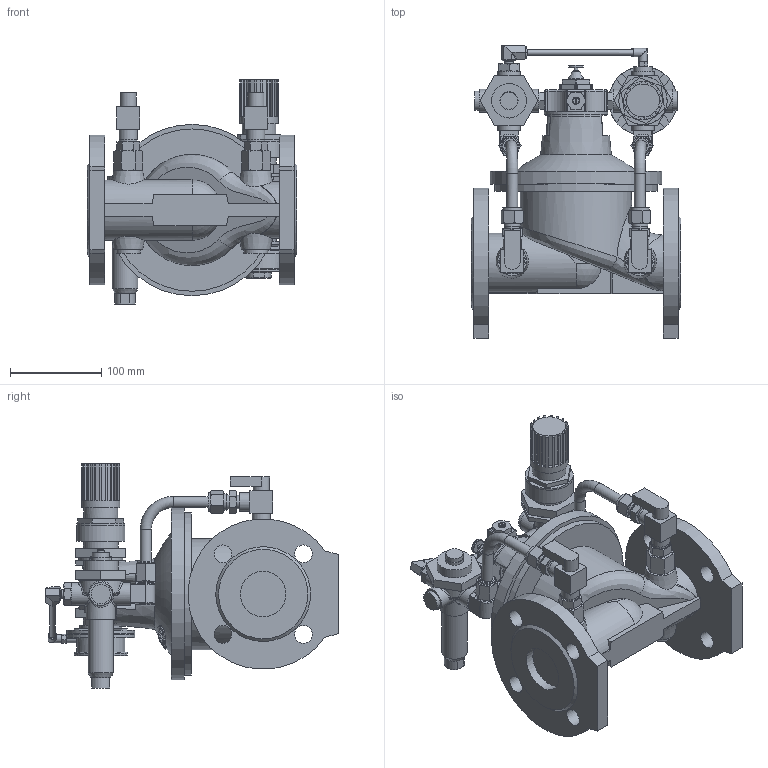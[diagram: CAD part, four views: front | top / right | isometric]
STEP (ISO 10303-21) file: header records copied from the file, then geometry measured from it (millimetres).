
FILE_DESCRIPTION (( 'STEP AP203' ), '1' );
FILE_NAME ('O_859_10_DN050_114XX10_AA0_step.step', '2017-01-09T07:06:33', ( 'Windows User' ), ( 'AVK' ), 'SwSTEP 2.0', 'SolidWorks 2012', '' );
FILE_SCHEMA (( 'CONFIG_CONTROL_DESIGN' ));
Products named in the file (1): O_859_10_DN050_114XX10_AA0_step
Bounding box: 230 x 321.2 x 245.85 mm (x, y, z)
Volume: 3818566.5 mm3; surface area: 388046.8 mm2
Topology: 1 solids, 1 shells, 1094 faces, 2688 edges, 1676 vertices
Faces by surface type: plane 566, cylinder 216, cone 163, bspline 71, torus 56, sphere 22
Full cylindrical faces by diameter (mm): 4 x1, 6 x1, 7 x1, 7.7 x2, 9 x2, 9.7 x1, 12 x4, 14 x1, 15.002 x2, 16 x5, 18 x6, 19 x1, 19.5 x8, 19.6 x2, 20 x7, 21 x5, 24 x2, 25 x8, 26 x2, 28 x1, 32 x2, 37 x1, 38 x3, 40 x1, 42 x1, 46 x3, 48 x3, 50 x2, 53 x3, 58 x1
Entity records: 39564 total; most frequent: CARTESIAN_POINT 15567, ORIENTED_EDGE 4966, DIRECTION 4720, EDGE_CURVE 2483, AXIS2_PLACEMENT_3D 1814, VERTEX_POINT 1608, EDGE_LOOP 1333, FACE_OUTER_BOUND 1200
